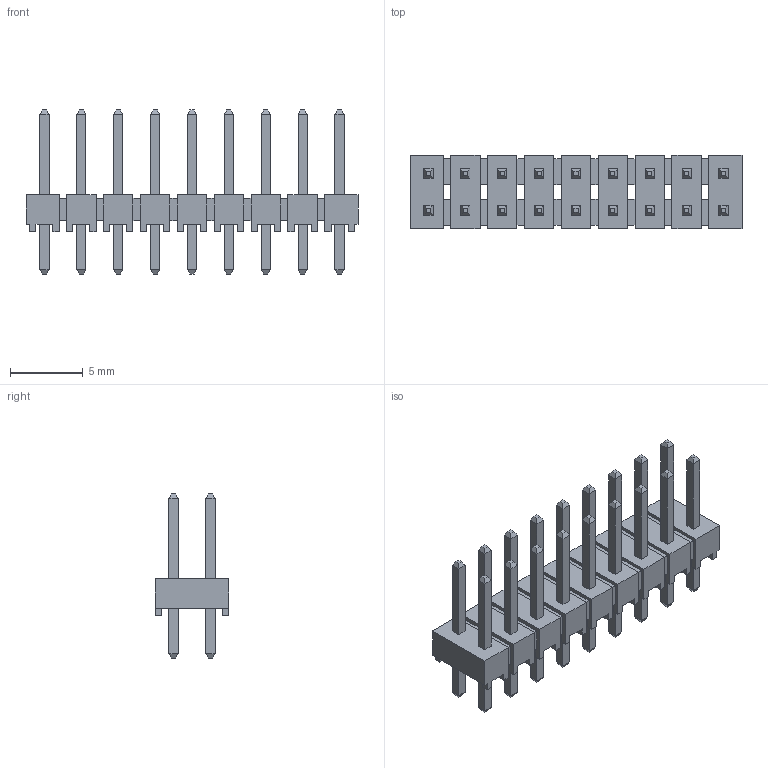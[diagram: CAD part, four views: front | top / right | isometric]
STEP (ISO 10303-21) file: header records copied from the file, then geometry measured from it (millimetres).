
FILE_DESCRIPTION(/* description */ (''),/* implementation_level */ '2;1');
FILE_NAME(/* name */ 'SAMTEC_TSW-109-23-L-D.stp',/* time_stamp */ '2017-03-08T13:04:25+01:00',/* author */ ('riccim'),/* organization */ ('SolidWorks'),/* preprocessor_version */ 'ST-DEVELOPER v15.5',/* originating_system */ 'AutoCAD Mechanical',/* authorisation */ ' ');
FILE_SCHEMA (('AUTOMOTIVE_DESIGN { 1 0 10303 214 3 1 1 }'));
Length unit declared in the file: millimetre
Products named in the file (1): Product
Bounding box: 22.86 x 5.08 x 11.3 mm (x, y, z)
Volume: 284.7 mm3; surface area: 1061.7 mm2
Topology: 61 solids, 61 shells, 622 faces, 1356 edges, 856 vertices
Faces by surface type: plane 622
Entity records: 16414 total; most frequent: CARTESIAN_POINT 2835, ORIENTED_EDGE 2712, DIRECTION 2602, LINE 1356, VECTOR 1356, EDGE_CURVE 1356, VERTEX_POINT 856, AXIS2_PLACEMENT_3D 623
